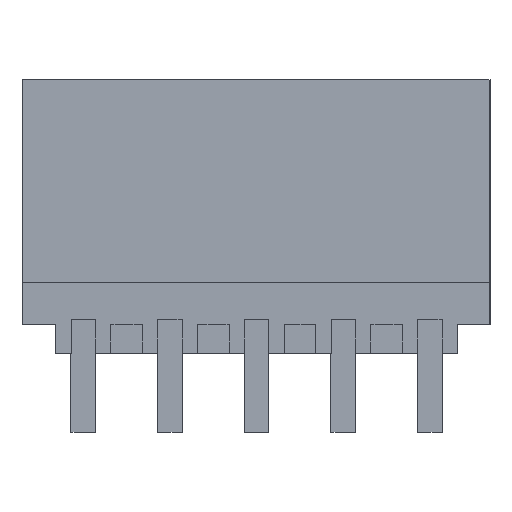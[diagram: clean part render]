
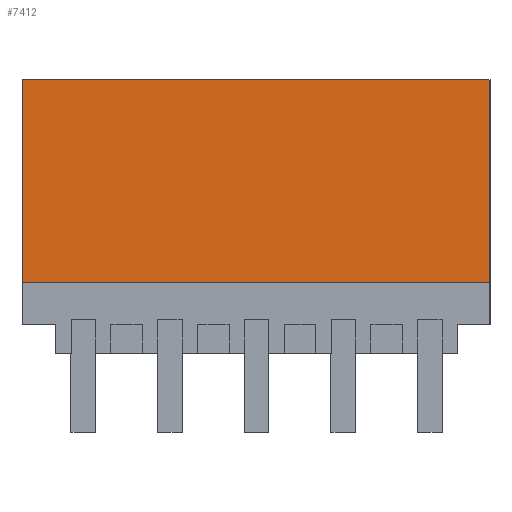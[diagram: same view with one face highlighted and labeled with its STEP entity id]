
A CAD part, front view. The second image highlights one B-rep face of the part: STEP entity #7412.
In plain terms, the highlighted planar face has unit normal (0, -1, 0).
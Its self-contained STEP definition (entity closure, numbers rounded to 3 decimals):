
#7404=AXIS2_PLACEMENT_3D('Plane Axis2P3D',#7401,#7402,#7403) ;
#2136=CARTESIAN_POINT('Line Origine',(0.,0.,10.15)) ;
#2140=CARTESIAN_POINT('Vertex',(0.,0.,14.25)) ;
#2142=CARTESIAN_POINT('Vertex',(0.,0.,6.05)) ;
#2170=CARTESIAN_POINT('Line Origine',(9.45,0.,14.25)) ;
#2174=CARTESIAN_POINT('Vertex',(18.9,0.,14.25)) ;
#4760=CARTESIAN_POINT('Vertex',(18.9,0.,6.05)) ;
#4768=CARTESIAN_POINT('Line Origine',(18.9,0.,10.15)) ;
#6323=CARTESIAN_POINT('Line Origine',(9.45,0.,6.05)) ;
#7401=CARTESIAN_POINT('Axis2P3D Location',(0.725,0.,3.2)) ;
#2137=DIRECTION('Vector Direction',(0.,0.,-1.)) ;
#2171=DIRECTION('Vector Direction',(1.,0.,0.)) ;
#4769=DIRECTION('Vector Direction',(0.,0.,1.)) ;
#6324=DIRECTION('Vector Direction',(-1.,0.,0.)) ;
#7402=DIRECTION('Axis2P3D Direction',(0.,1.,0.)) ;
#7403=DIRECTION('Axis2P3D XDirection',(0.,0.,-1.)) ;
#2138=VECTOR('Line Direction',#2137,1.) ;
#2172=VECTOR('Line Direction',#2171,1.) ;
#4770=VECTOR('Line Direction',#4769,1.) ;
#6325=VECTOR('Line Direction',#6324,1.) ;
#7407=ORIENTED_EDGE('',*,*,#6327,.F.) ;
#7408=ORIENTED_EDGE('',*,*,#4772,.T.) ;
#7409=ORIENTED_EDGE('',*,*,#2176,.F.) ;
#7410=ORIENTED_EDGE('',*,*,#2144,.T.) ;
#7412=ADVANCED_FACE('HOUSING',(#7411),#7405,.F.) ;
#2144=EDGE_CURVE('',#2141,#2143,#2139,.T.) ;
#2176=EDGE_CURVE('',#2141,#2175,#2173,.T.) ;
#4772=EDGE_CURVE('',#4761,#2175,#4771,.T.) ;
#6327=EDGE_CURVE('',#4761,#2143,#6326,.T.) ;
#7406=EDGE_LOOP('',(#7407,#7408,#7409,#7410)) ;
#7411=FACE_OUTER_BOUND('',#7406,.T.) ;
#2139=LINE('Line',#2136,#2138) ;
#2173=LINE('Line',#2170,#2172) ;
#4771=LINE('Line',#4768,#4770) ;
#6326=LINE('Line',#6323,#6325) ;
#7405=PLANE('',#7404) ;
#2141=VERTEX_POINT('',#2140) ;
#2143=VERTEX_POINT('',#2142) ;
#2175=VERTEX_POINT('',#2174) ;
#4761=VERTEX_POINT('',#4760) ;
